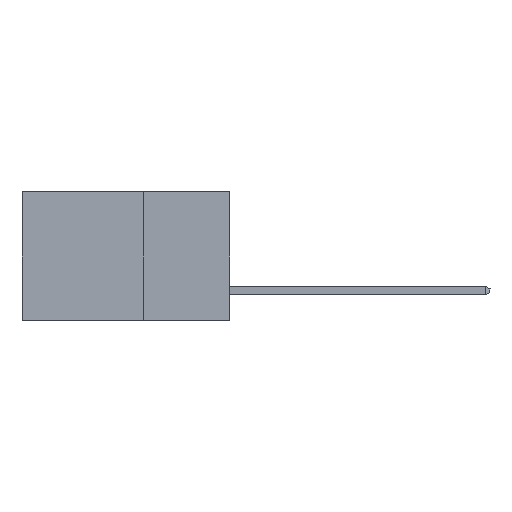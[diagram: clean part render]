
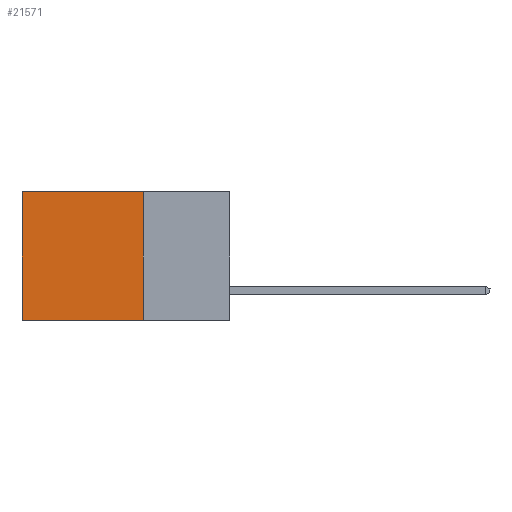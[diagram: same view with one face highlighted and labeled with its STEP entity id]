
A CAD part, left-side view. The second image highlights one B-rep face of the part: STEP entity #21571.
In plain terms, the highlighted planar face has unit normal (-1, 0, 0).
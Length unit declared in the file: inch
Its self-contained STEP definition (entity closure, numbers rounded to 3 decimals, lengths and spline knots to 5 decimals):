
#66 = EDGE_CURVE ( 'NONE', #19936, #7049, #18923, .T. ) ;
#1934 = DIRECTION ( 'NONE',  ( 0., 0., -1. ) ) ;
#1975 = EDGE_LOOP ( 'NONE', ( #7064, #3113, #10258, #21315 ) ) ;
#2333 = DIRECTION ( 'NONE',  ( 0., 1., 0. ) ) ;
#3113 = ORIENTED_EDGE ( 'NONE', *, *, #10506, .F. ) ;
#5093 = EDGE_CURVE ( 'NONE', #17151, #19936, #7272, .T. ) ;
#5390 = VERTEX_POINT ( 'NONE', #20396 ) ;
#5612 = DIRECTION ( 'NONE',  ( 0., 1., 0. ) ) ;
#7049 = VERTEX_POINT ( 'NONE', #20503 ) ;
#7064 = ORIENTED_EDGE ( 'NONE', *, *, #66, .T. ) ;
#7272 = LINE ( 'NONE', #20801, #7784 ) ;
#7731 = VECTOR ( 'NONE', #2333, 39.37008 ) ;
#7784 = VECTOR ( 'NONE', #5612, 39.37008 ) ;
#7898 = EDGE_CURVE ( 'NONE', #17151, #5390, #15667, .T. ) ;
#7935 = CARTESIAN_POINT ( 'NONE',  ( 0.2615, 0.25, -0.37 ) ) ;
#8390 = CARTESIAN_POINT ( 'NONE',  ( 0.2615, 0.6, 0. ) ) ;
#10258 = ORIENTED_EDGE ( 'NONE', *, *, #7898, .F. ) ;
#10506 = EDGE_CURVE ( 'NONE', #5390, #7049, #12628, .T. ) ;
#10532 = AXIS2_PLACEMENT_3D ( 'NONE', #19590, #21629, #1934 ) ;
#12628 = LINE ( 'NONE', #14318, #7731 ) ;
#13736 = DIRECTION ( 'NONE',  ( 0., 0., -1. ) ) ;
#14318 = CARTESIAN_POINT ( 'NONE',  ( 0.2615, 0.25, -0.37 ) ) ;
#15058 = CARTESIAN_POINT ( 'NONE',  ( 0.2615, 0.25, 0. ) ) ;
#15667 = LINE ( 'NONE', #7935, #23879 ) ;
#17151 = VERTEX_POINT ( 'NONE', #15058 ) ;
#17907 = PLANE ( 'NONE',  #10532 ) ;
#18285 = VECTOR ( 'NONE', #18682, 39.37008 ) ;
#18682 = DIRECTION ( 'NONE',  ( 0., 0., -1. ) ) ;
#18923 = LINE ( 'NONE', #20837, #18285 ) ;
#19590 = CARTESIAN_POINT ( 'NONE',  ( 0.2615, 0.25, -0.37 ) ) ;
#19936 = VERTEX_POINT ( 'NONE', #8390 ) ;
#20396 = CARTESIAN_POINT ( 'NONE',  ( 0.2615, 0.25, -0.37 ) ) ;
#20503 = CARTESIAN_POINT ( 'NONE',  ( 0.2615, 0.6, -0.37 ) ) ;
#20801 = CARTESIAN_POINT ( 'NONE',  ( 0.2615, 0.25, 0. ) ) ;
#20837 = CARTESIAN_POINT ( 'NONE',  ( 0.2615, 0.6, -0.37 ) ) ;
#21315 = ORIENTED_EDGE ( 'NONE', *, *, #5093, .T. ) ;
#21571 = ADVANCED_FACE ( 'NONE', ( #25247 ), #17907, .F. ) ;
#21629 = DIRECTION ( 'NONE',  ( 1., 0., 0. ) ) ;
#23879 = VECTOR ( 'NONE', #13736, 39.37008 ) ;
#25247 = FACE_OUTER_BOUND ( 'NONE', #1975, .T. ) ;
